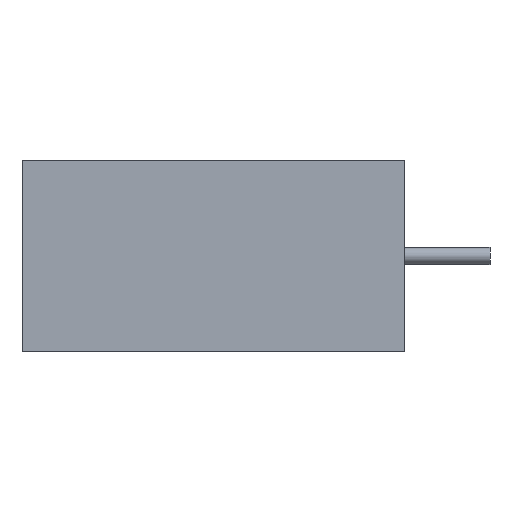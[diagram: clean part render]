
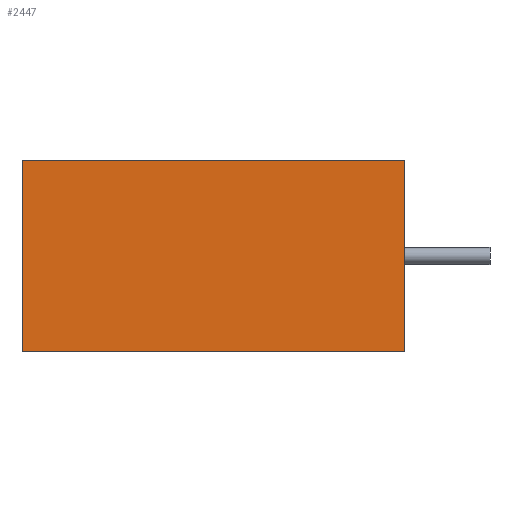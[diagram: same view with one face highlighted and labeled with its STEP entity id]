
A CAD part, left-side view. The second image highlights one B-rep face of the part: STEP entity #2447.
In plain terms, the highlighted planar face has unit normal (-1, 0, 0).
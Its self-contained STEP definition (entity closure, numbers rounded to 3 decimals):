
#277=ORIENTED_EDGE('',*,*,#730,.T.);
#278=ORIENTED_EDGE('',*,*,#752,.F.);
#279=ORIENTED_EDGE('',*,*,#725,.F.);
#280=ORIENTED_EDGE('',*,*,#753,.T.);
#725=EDGE_CURVE('',#971,#972,#1127,.T.);
#730=EDGE_CURVE('',#977,#976,#1132,.T.);
#752=EDGE_CURVE('',#972,#976,#1154,.T.);
#753=EDGE_CURVE('',#971,#977,#1155,.T.);
#971=VERTEX_POINT('',#3367);
#972=VERTEX_POINT('',#3369);
#976=VERTEX_POINT('',#3378);
#977=VERTEX_POINT('',#3380);
#1127=LINE('',#3368,#1294);
#1132=LINE('',#3379,#1299);
#1154=LINE('',#3419,#1321);
#1155=LINE('',#3421,#1322);
#1294=VECTOR('',#2750,1000.);
#1299=VECTOR('',#2757,1000.);
#1321=VECTOR('',#2785,1000.);
#1322=VECTOR('',#2788,1000.);
#1423=EDGE_LOOP('',(#277,#278,#279,#280));
#1542=FACE_BOUND('',#1423,.T.);
#1643=PLANE('',#2567);
#2447=ADVANCED_FACE('',(#1542),#1643,.F.);
#2567=AXIS2_PLACEMENT_3D('',#3420,#2786,#2787);
#2750=DIRECTION('',(0.,-1.,0.));
#2757=DIRECTION('',(0.,-1.,0.));
#2785=DIRECTION('',(0.,0.,-1.));
#2786=DIRECTION('',(1.,0.,0.));
#2787=DIRECTION('',(0.,0.,-1.));
#2788=DIRECTION('',(0.,0.,-1.));
#3367=CARTESIAN_POINT('',(-16.,9.,4.5));
#3368=CARTESIAN_POINT('',(-16.,9.,4.5));
#3369=CARTESIAN_POINT('',(-16.,-9.,4.5));
#3378=CARTESIAN_POINT('',(-16.,-9.,-4.5));
#3379=CARTESIAN_POINT('',(-16.,9.,-4.5));
#3380=CARTESIAN_POINT('',(-16.,9.,-4.5));
#3419=CARTESIAN_POINT('',(-16.,-9.,4.5));
#3420=CARTESIAN_POINT('',(-16.,9.,4.5));
#3421=CARTESIAN_POINT('',(-16.,9.,4.5));
